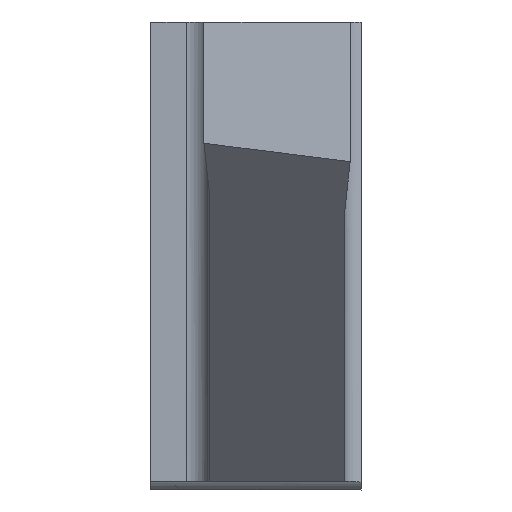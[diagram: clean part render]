
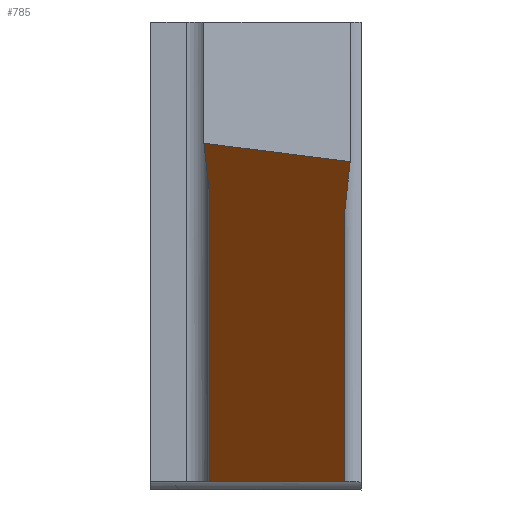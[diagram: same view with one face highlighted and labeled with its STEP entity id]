
A CAD part, front view. The second image highlights one B-rep face of the part: STEP entity #785.
In plain terms, the highlighted planar face has unit normal (0, -0.427, -0.904).
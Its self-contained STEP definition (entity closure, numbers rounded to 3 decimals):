
#565=CARTESIAN_POINT('',(3.31,12.223,-7.85));
#566=VERTEX_POINT('',#565);
#654=CARTESIAN_POINT('',(1.01,12.223,-7.85));
#655=VERTEX_POINT('',#654);
#666=CARTESIAN_POINT('',(3.31,12.223,-7.85));
#667=DIRECTION('',(-1.,0.,0.));
#668=VECTOR('',#667,2.3);
#669=LINE('',#666,#668);
#670=EDGE_CURVE('',#566,#655,#669,.T.);
#691=CARTESIAN_POINT('',(2.655,5.638,-4.737));
#692=DIRECTION('',(0.,0.427,0.904));
#693=DIRECTION('',(0.,-0.386,0.183));
#694=AXIS2_PLACEMENT_3D('',#691,#692,#693);
#695=PLANE('',#694);
#696=CARTESIAN_POINT('',(1.01,1.908,-2.974));
#697=DIRECTION('',(0.,0.904,-0.427));
#698=VECTOR('',#697,11.409);
#699=LINE('',#696,#698);
#700=CARTESIAN_POINT('',(1.01,1.908,-2.974));
#701=VERTEX_POINT('',#700);
#702=EDGE_CURVE('',#701,#655,#699,.T.);
#703=ORIENTED_EDGE('Edge 1183',*,*,#702,.T.);
#712=CARTESIAN_POINT('',(0.91,0.,-2.072));
#713=DIRECTION('',(0.047,0.903,-0.427));
#714=VECTOR('',#713,2.113);
#715=LINE('',#712,#714);
#716=CARTESIAN_POINT('',(0.91,0.,-2.072));
#717=VERTEX_POINT('',#716);
#718=EDGE_CURVE('',#717,#701,#715,.T.);
#719=ORIENTED_EDGE('Edge 294',*,*,#718,.T.);
#728=CARTESIAN_POINT('',(3.41,0.67,-2.389));
#729=DIRECTION('',(-0.959,-0.257,0.121));
#730=VECTOR('',#729,2.607);
#731=LINE('',#728,#730);
#732=CARTESIAN_POINT('',(3.41,0.67,-2.389));
#733=VERTEX_POINT('',#732);
#734=EDGE_CURVE('',#733,#717,#731,.T.);
#735=ORIENTED_EDGE('Edge 299',*,*,#734,.T.);
#744=CARTESIAN_POINT('',(3.31,2.578,-3.291));
#745=DIRECTION('',(0.047,-0.903,0.427));
#746=VECTOR('',#745,2.113);
#747=LINE('',#744,#746);
#748=CARTESIAN_POINT('',(3.31,2.578,-3.291));
#749=VERTEX_POINT('',#748);
#750=EDGE_CURVE('',#749,#733,#747,.T.);
#751=ORIENTED_EDGE('Edge 304',*,*,#750,.T.);
#760=CARTESIAN_POINT('',(3.31,12.223,-7.85));
#761=DIRECTION('',(0.,-0.904,0.427));
#762=VECTOR('',#761,10.668);
#763=LINE('',#760,#762);
#764=EDGE_CURVE('',#566,#749,#763,.T.);
#765=ORIENTED_EDGE('Edge 1145',*,*,#764,.T.);
#774=ORIENTED_EDGE('Edge 314',*,*,#670,.F.);
#783=EDGE_LOOP('',(#774,#765,#751,#735,#719,#703));
#784=FACE_OUTER_BOUND('Loop 315',#783,.T.);
#785=ADVANCED_FACE('Face 316',(#784),#695,.F.);
